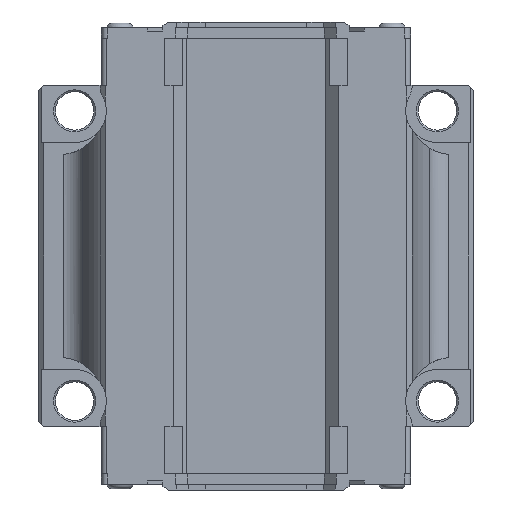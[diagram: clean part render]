
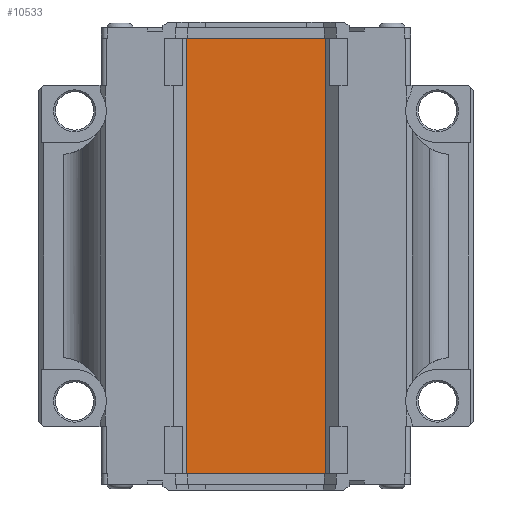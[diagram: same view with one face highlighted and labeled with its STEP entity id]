
A CAD part, front view. The second image highlights one B-rep face of the part: STEP entity #10533.
In plain terms, the highlighted planar face has unit normal (0, -1, 0).
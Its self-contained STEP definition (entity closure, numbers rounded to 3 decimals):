
#651=PLANE('',#11469);
#1195=FACE_OUTER_BOUND('',#1775,.T.);
#1775=EDGE_LOOP('',(#9791,#9792,#9793,#9794));
#2671=LINE('',#16963,#3781);
#2718=LINE('',#17119,#3828);
#2883=LINE('',#17675,#3993);
#2884=LINE('',#17677,#3994);
#3781=VECTOR('',#13703,10.);
#3828=VECTOR('',#13874,10.);
#3993=VECTOR('',#14383,10.);
#3994=VECTOR('',#14386,10.);
#5160=VERTEX_POINT('',#16960);
#5161=VERTEX_POINT('',#16962);
#5207=VERTEX_POINT('',#17116);
#5208=VERTEX_POINT('',#17118);
#6508=EDGE_CURVE('',#5160,#5161,#2671,.T.);
#6586=EDGE_CURVE('',#5207,#5208,#2718,.T.);
#6828=EDGE_CURVE('',#5160,#5208,#2883,.T.);
#6829=EDGE_CURVE('',#5161,#5207,#2884,.T.);
#9791=ORIENTED_EDGE('',*,*,#6828,.T.);
#9792=ORIENTED_EDGE('',*,*,#6586,.F.);
#9793=ORIENTED_EDGE('',*,*,#6829,.F.);
#9794=ORIENTED_EDGE('',*,*,#6508,.F.);
#10533=ADVANCED_FACE('',(#1195),#651,.T.);
#11469=AXIS2_PLACEMENT_3D('',#17676,#14384,#14385);
#13703=DIRECTION('',(-1.,0.,0.));
#13874=DIRECTION('',(1.,0.,0.));
#14383=DIRECTION('',(0.,0.,1.));
#14384=DIRECTION('center_axis',(0.,-1.,0.));
#14385=DIRECTION('ref_axis',(1.,0.,0.));
#14386=DIRECTION('',(0.,0.,1.));
#16960=CARTESIAN_POINT('',(19.48,-14.,-60.));
#16962=CARTESIAN_POINT('',(-19.48,-14.,-60.));
#16963=CARTESIAN_POINT('',(-19.48,-14.,-60.));
#17116=CARTESIAN_POINT('',(-19.48,-14.,60.));
#17118=CARTESIAN_POINT('',(19.48,-14.,60.));
#17119=CARTESIAN_POINT('',(-19.48,-14.,60.));
#17675=CARTESIAN_POINT('',(19.48,-14.,0.));
#17676=CARTESIAN_POINT('Origin',(-19.48,-14.,0.));
#17677=CARTESIAN_POINT('',(-19.48,-14.,0.));
